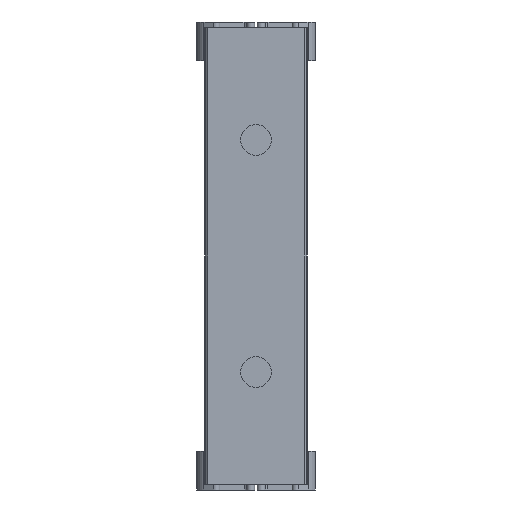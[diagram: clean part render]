
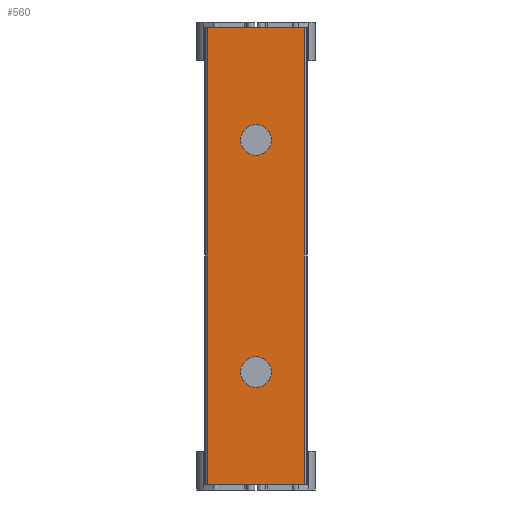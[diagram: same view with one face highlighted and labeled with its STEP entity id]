
A CAD part, front view. The second image highlights one B-rep face of the part: STEP entity #560.
In plain terms, the highlighted planar face has unit normal (0, -1, 0).
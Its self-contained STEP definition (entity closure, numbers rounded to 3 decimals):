
#69 = ORIENTED_EDGE ( 'NONE', *, *, #1559, .F. ) ;
#113 = ORIENTED_EDGE ( 'NONE', *, *, #1554, .T. ) ;
#178 = ORIENTED_EDGE ( 'NONE', *, *, #1566, .F. ) ;
#196 = ORIENTED_EDGE ( 'NONE', *, *, #1462, .T. ) ;
#292 = ORIENTED_EDGE ( 'NONE', *, *, #1547, .T. ) ;
#331 = ORIENTED_EDGE ( 'NONE', *, *, #1563, .T. ) ;
#367 = ORIENTED_EDGE ( 'NONE', *, *, #1567, .T. ) ;
#560 = ADVANCED_FACE ( 'NONE', ( #3480, #3481, #3484 ), #4171, .T. ) ;
#734 = VERTEX_POINT ( 'NONE', #4341 ) ;
#825 = VERTEX_POINT ( 'NONE', #4432 ) ;
#830 = VERTEX_POINT ( 'NONE', #4437 ) ;
#858 = VERTEX_POINT ( 'NONE', #4465 ) ;
#863 = VERTEX_POINT ( 'NONE', #4470 ) ;
#878 = VERTEX_POINT ( 'NONE', #4485 ) ;
#879 = VERTEX_POINT ( 'NONE', #4486 ) ;
#880 = VERTEX_POINT ( 'NONE', #4487 ) ;
#1462 = EDGE_CURVE ( 'NONE', #830, #863, #5810, .T. ) ;
#1540 = EDGE_CURVE ( 'NONE', #825, #858, #2854, .T. ) ;
#1547 = EDGE_CURVE ( 'NONE', #879, #734, #2855, .T. ) ;
#1554 = EDGE_CURVE ( 'NONE', #734, #878, #2864, .T. ) ;
#1559 = EDGE_CURVE ( 'NONE', #880, #878, #2881, .T. ) ;
#1563 = EDGE_CURVE ( 'NONE', #858, #825, #2890, .T. ) ;
#1566 = EDGE_CURVE ( 'NONE', #879, #880, #2893, .T. ) ;
#1567 = EDGE_CURVE ( 'NONE', #863, #830, #2896, .T. ) ;
#1834 = EDGE_LOOP ( 'NONE', ( #196, #367 ) ) ;
#1835 = EDGE_LOOP ( 'NONE', ( #3163, #331 ) ) ;
#1901 = EDGE_LOOP ( 'NONE', ( #69, #178, #292, #113 ) ) ;
#2474 = CARTESIAN_POINT ( 'NONE',  ( 0., 0., -178. ) ) ;
#2475 = DIRECTION ( 'NONE',  ( 0., 1., 0. ) ) ;
#2476 = DIRECTION ( 'NONE',  ( 0., 0., 1. ) ) ;
#2644 = CARTESIAN_POINT ( 'NONE',  ( 0., 0., -58. ) ) ;
#2646 = DIRECTION ( 'NONE',  ( 0., 1., 0. ) ) ;
#2647 = DIRECTION ( 'NONE',  ( 0., 0., 1. ) ) ;
#2665 = CARTESIAN_POINT ( 'NONE',  ( 25., 0., -236. ) ) ;
#2666 = DIRECTION ( 'NONE',  ( 1., 0., 0. ) ) ;
#2677 = CARTESIAN_POINT ( 'NONE',  ( 25., 0., -236. ) ) ;
#2680 = DIRECTION ( 'NONE',  ( 0., 0., 1. ) ) ;
#2686 = CARTESIAN_POINT ( 'NONE',  ( 0., 0., -58. ) ) ;
#2691 = CARTESIAN_POINT ( 'NONE',  ( 25., 0., 0. ) ) ;
#2692 = DIRECTION ( 'NONE',  ( 1., 0., 0. ) ) ;
#2697 = CARTESIAN_POINT ( 'NONE',  ( 0., 0., -178. ) ) ;
#2701 = DIRECTION ( 'NONE',  ( 0., 1., 0. ) ) ;
#2702 = DIRECTION ( 'NONE',  ( 0., 0., 1. ) ) ;
#2707 = CARTESIAN_POINT ( 'NONE',  ( -25., 0., -236. ) ) ;
#2708 = DIRECTION ( 'NONE',  ( 0., 0., 1. ) ) ;
#2710 = DIRECTION ( 'NONE',  ( 0., 1., 0. ) ) ;
#2711 = DIRECTION ( 'NONE',  ( 0., 0., 1. ) ) ;
#2840 = VECTOR ( 'NONE', #2666, 1000. ) ;
#2854 = CIRCLE ( 'NONE', #3936, 8. ) ;
#2855 = LINE ( 'NONE', #2665, #2840 ) ;
#2864 = LINE ( 'NONE', #2677, #2874 ) ;
#2874 = VECTOR ( 'NONE', #2680, 1000. ) ;
#2881 = LINE ( 'NONE', #2691, #2882 ) ;
#2882 = VECTOR ( 'NONE', #2692, 1000. ) ;
#2890 = CIRCLE ( 'NONE', #3943, 8. ) ;
#2893 = LINE ( 'NONE', #2707, #2894 ) ;
#2894 = VECTOR ( 'NONE', #2708, 1000. ) ;
#2896 = CIRCLE ( 'NONE', #3945, 8. ) ;
#3163 = ORIENTED_EDGE ( 'NONE', *, *, #1540, .T. ) ;
#3480 = FACE_BOUND ( 'NONE', #1835, .T. ) ;
#3481 = FACE_OUTER_BOUND ( 'NONE', #1901, .T. ) ;
#3484 = FACE_BOUND ( 'NONE', #1834, .T. ) ;
#3775 = AXIS2_PLACEMENT_3D ( 'NONE', #4172, #4173, #4174 ) ;
#3911 = AXIS2_PLACEMENT_3D ( 'NONE', #2474, #2475, #2476 ) ;
#3936 = AXIS2_PLACEMENT_3D ( 'NONE', #2644, #2646, #2647 ) ;
#3943 = AXIS2_PLACEMENT_3D ( 'NONE', #2686, #2701, #2702 ) ;
#3945 = AXIS2_PLACEMENT_3D ( 'NONE', #2697, #2710, #2711 ) ;
#4171 = PLANE ( 'NONE',  #3775 ) ;
#4172 = CARTESIAN_POINT ( 'NONE',  ( 25., 0., -236. ) ) ;
#4173 = DIRECTION ( 'NONE',  ( 0., -1., 0. ) ) ;
#4174 = DIRECTION ( 'NONE',  ( 1., 0., 0. ) ) ;
#4341 = CARTESIAN_POINT ( 'NONE',  ( 25., 0., -236. ) ) ;
#4432 = CARTESIAN_POINT ( 'NONE',  ( 0., 0., -50. ) ) ;
#4437 = CARTESIAN_POINT ( 'NONE',  ( 0., 0., -170. ) ) ;
#4465 = CARTESIAN_POINT ( 'NONE',  ( 0., 0., -66. ) ) ;
#4470 = CARTESIAN_POINT ( 'NONE',  ( 0., 0., -186. ) ) ;
#4485 = CARTESIAN_POINT ( 'NONE',  ( 25., 0., 0. ) ) ;
#4486 = CARTESIAN_POINT ( 'NONE',  ( -25., 0., -236. ) ) ;
#4487 = CARTESIAN_POINT ( 'NONE',  ( -25., 0., 0. ) ) ;
#5810 = CIRCLE ( 'NONE', #3911, 8. ) ;
